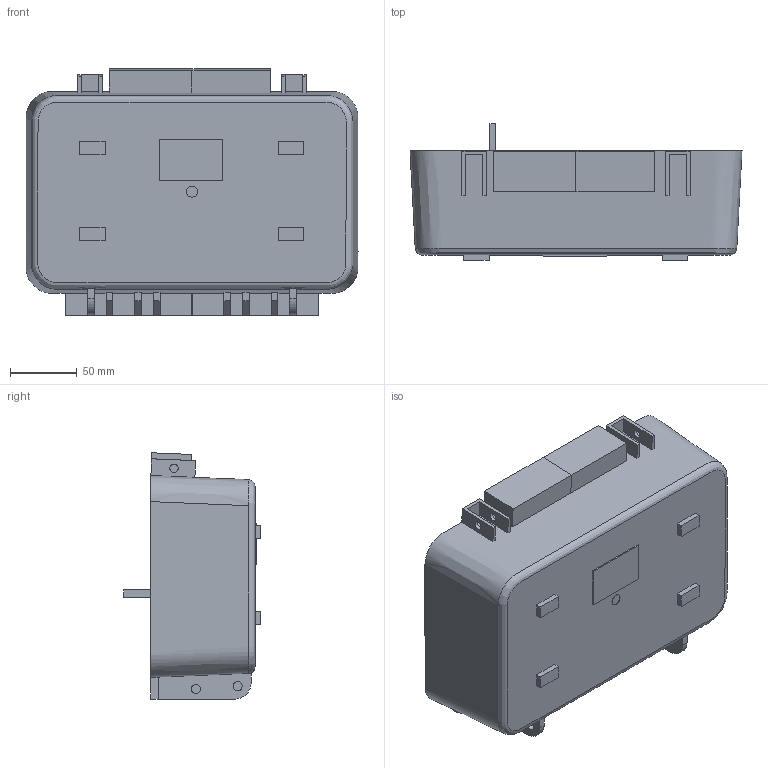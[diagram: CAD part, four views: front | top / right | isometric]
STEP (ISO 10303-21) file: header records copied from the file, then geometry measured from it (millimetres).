
FILE_DESCRIPTION(/* description */ (''),/* implementation_level */ '2;1');
FILE_NAME(/* name */ '7464a75b-ab21-4d1c-a8fa-b8be8b8235d2.stp',/* time_stamp */ '2025-03-22T18:54:23Z',/* author */ (''),/* organization */ (''),/* preprocessor_version */ 'ST-DEVELOPER v20.1',/* originating_system */ 'Autodesk Translation Framework v14.4.0.0',/* authorisation */ '');
FILE_SCHEMA (('AUTOMOTIVE_DESIGN { 1 0 10303 214 3 1 1 }'));
Length unit declared in the file: millimetre
Products named in the file (1): Plano 1460 Lower Half
Bounding box: 248.01 x 102.25 x 184.11 mm (x, y, z)
Volume: 384910.9 mm3; surface area: 215117 mm2
Topology: 6 solids, 6 shells, 128 faces, 341 edges, 232 vertices
Faces by surface type: plane 113, cylinder 9, bspline 6
Full cylindrical faces by diameter (mm): 6.27 x4, 6.75 x2, 8.3 x1
Entity records: 12132 total; most frequent: CARTESIAN_POINT 8987, ORIENTED_EDGE 682, DIRECTION 538, EDGE_CURVE 341, LINE 252, VECTOR 252, VERTEX_POINT 232, EDGE_LOOP 147
